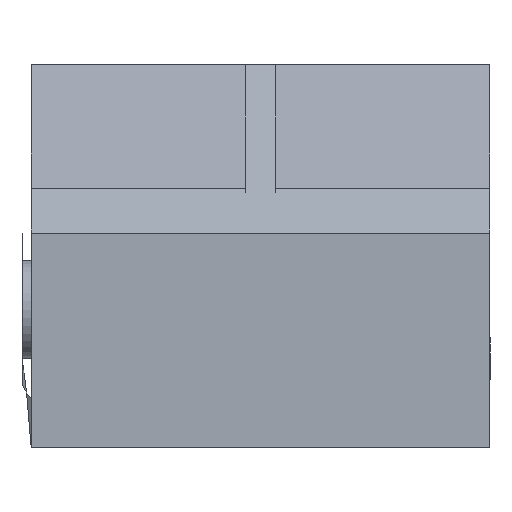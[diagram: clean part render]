
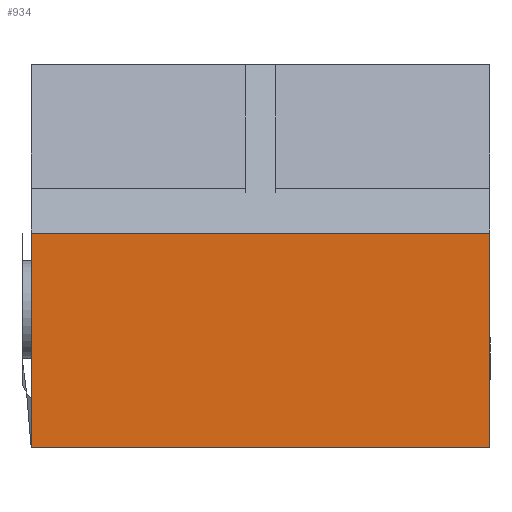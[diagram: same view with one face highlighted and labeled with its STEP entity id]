
A CAD part, left-side view. The second image highlights one B-rep face of the part: STEP entity #934.
In plain terms, the highlighted planar face has unit normal (-1, 0, 0).
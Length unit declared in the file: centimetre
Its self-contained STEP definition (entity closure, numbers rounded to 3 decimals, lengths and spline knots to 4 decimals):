
#84=FACE_OUTER_BOUND('',#141,.T.);
#141=EDGE_LOOP('',(#742,#743,#744,#745));
#193=LINE('',#1327,#304);
#202=LINE('',#1343,#313);
#214=LINE('',#1406,#325);
#234=LINE('',#1616,#345);
#304=VECTOR('',#1067,100.);
#313=VECTOR('',#1078,100.);
#325=VECTOR('',#1102,100.);
#345=VECTOR('',#1168,100.);
#411=VERTEX_POINT('',#1324);
#412=VERTEX_POINT('',#1326);
#418=VERTEX_POINT('',#1341);
#427=VERTEX_POINT('',#1405);
#505=EDGE_CURVE('',#412,#411,#193,.T.);
#514=EDGE_CURVE('',#418,#411,#202,.T.);
#528=EDGE_CURVE('',#412,#427,#214,.T.);
#559=EDGE_CURVE('',#427,#418,#234,.T.);
#742=ORIENTED_EDGE('',*,*,#514,.F.);
#743=ORIENTED_EDGE('',*,*,#559,.F.);
#744=ORIENTED_EDGE('',*,*,#528,.F.);
#745=ORIENTED_EDGE('',*,*,#505,.T.);
#890=PLANE('',#996);
#934=ADVANCED_FACE('',(#84),#890,.T.);
#996=AXIS2_PLACEMENT_3D('',#1615,#1166,#1167);
#1067=DIRECTION('',(0.,1.,0.));
#1078=DIRECTION('',(0.,0.,1.));
#1102=DIRECTION('',(0.,0.,-1.));
#1166=DIRECTION('center_axis',(-1.,0.,0.));
#1167=DIRECTION('ref_axis',(0.,0.,
1.));
#1168=DIRECTION('',(0.,1.,0.));
#1324=CARTESIAN_POINT('',(-1.9629,1.3827,1.7715));
#1326=CARTESIAN_POINT('',(-1.9629,-0.1173,1.7715));
#1327=CARTESIAN_POINT('',(-1.9629,-0.1173,1.7715));
#1341=CARTESIAN_POINT('',(-1.9629,1.3827,1.0715));
#1343=CARTESIAN_POINT('',(-1.9629,1.3827,1.509));
#1405=CARTESIAN_POINT('',(-1.9629,-0.1173,1.0715));
#1406=CARTESIAN_POINT('',(-1.9629,-0.1173,1.7715));
#1615=CARTESIAN_POINT('Origin',(-1.9629,-0.1173,1.4215));
#1616=CARTESIAN_POINT('',(-1.9629,-0.1173,1.0715));
